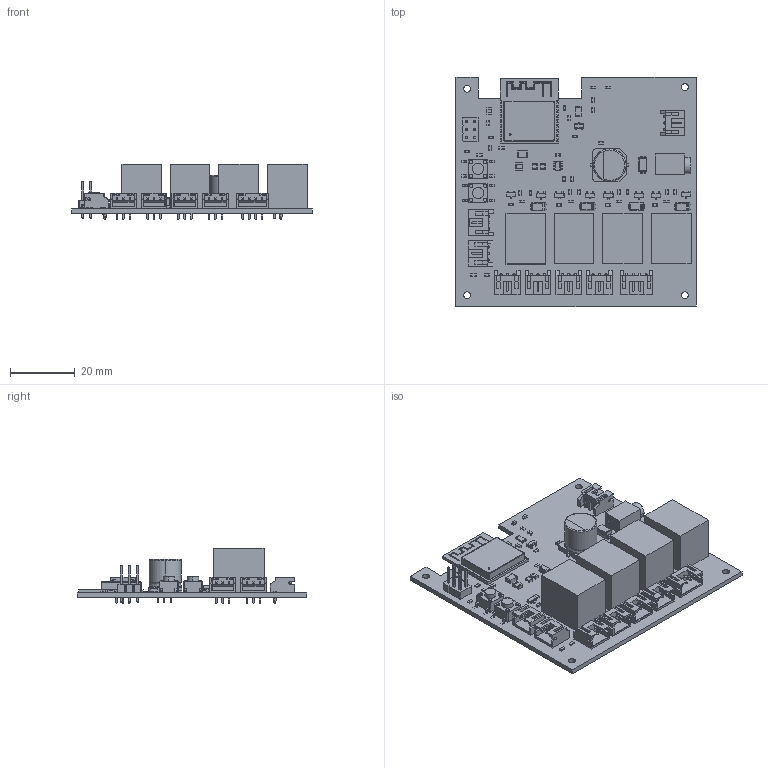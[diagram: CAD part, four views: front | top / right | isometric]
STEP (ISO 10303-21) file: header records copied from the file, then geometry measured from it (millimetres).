
FILE_DESCRIPTION(('KiCad electronic assembly'),'2;1');
FILE_NAME('Water_controller_board.step','2025-08-26T10:01:19',('Pcbnew') ,('Kicad'),'Open CASCADE STEP processor 7.8','KiCad to STEP converter' ,'Unknown');
FILE_SCHEMA(('AUTOMOTIVE_DESIGN { 1 0 10303 214 1 1 1 1 }'));
Length unit declared in the file: millimetre
Products named in the file (22): Water_controller_board 1; BC847B; R_0603_1608Metric; GRM188R71E104KA01D; HSMS-C190; RC0603FR-0733KL; EEEFP1E471AP; Relay; LQM2HPN3R3MGCL; SS54-HF; GRM21BR61E106MA73L; PinHeader_2x03_P2.54mm_Vertical; TPS561201DDCR; S3B-PH-K-S_LF__SN_; R_1206_3216Metric; CUI_DEVICES_PJ-040DH; 4-1437565-2; GRM32ER61C476KE15L; S4B-PH-K-S_LF__SN_; ESP-WROOM-02D--3DModel-STEP-56544; SS14; Water_controller_board_PCB
Assembly tree (75 placements, depth 2):
  Water_controller_board 1
    BC847B  x9
    R_0603_1608Metric  x20
    GRM188R71E104KA01D  x4
    HSMS-C190  x6
    RC0603FR-0733KL  x5
    EEEFP1E471AP
    Relay  x4
    LQM2HPN3R3MGCL
    SS54-HF  x4
    GRM21BR61E106MA73L  x3
    PinHeader_2x03_P2.54mm_Vertical
    TPS561201DDCR
    S3B-PH-K-S_LF__SN_  x7
    R_1206_3216Metric
    CUI_DEVICES_PJ-040DH
    4-1437565-2  x2
    GRM32ER61C476KE15L
    S4B-PH-K-S_LF__SN_
    ESP-WROOM-02D--3DModel-STEP-56544
    SS14
    Water_controller_board_PCB
Bounding box: 74.5 x 71 x 17.08 mm (x, y, z)
Volume: 21047.3 mm3; surface area: 23239.6 mm2
Topology: 234 solids, 234 shells, 4342 faces, 10934 edges, 6984 vertices
Faces by surface type: plane 3258, cylinder 977, sphere 73, bspline 26, torus 6, cone 2
Full cylindrical faces by diameter (mm): 0.7 x4, 0.8 x21, 1 x6, 1.3 x22, 2.1 x4
Entity records: 59633 total; most frequent: CARTESIAN_POINT 10295, ORIENTED_EDGE 9298, DIRECTION 9210, EDGE_CURVE 4649, LINE 3638, VECTOR 3638, VERTEX_POINT 3000, AXIS2_PLACEMENT_3D 2786
